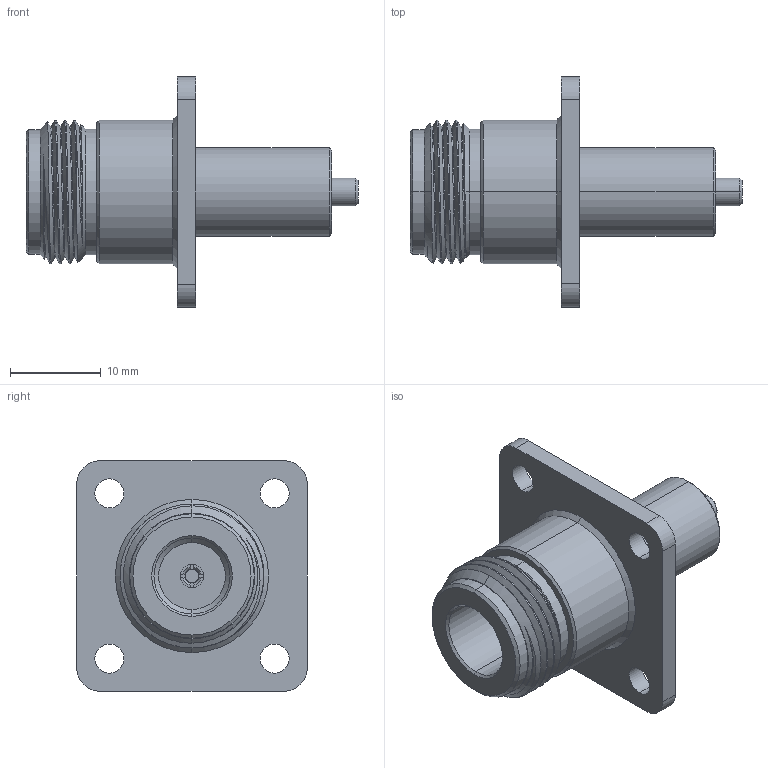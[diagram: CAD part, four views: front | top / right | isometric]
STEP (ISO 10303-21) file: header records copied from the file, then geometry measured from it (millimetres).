
FILE_DESCRIPTION (( 'STEP AP203' ), '1' );
FILE_NAME ('PE4328.step', '2018-06-04T15:39:18', ( '' ), ( '' ), 'SwSTEP 2.0', 'SolidWorks 2017', '' );
FILE_SCHEMA (( 'CONFIG_CONTROL_DESIGN' ));
Length unit declared in the file: inch
Products named in the file (1): PE4328
Bounding box: 36.6 x 25.4 x 25.4 mm (x, y, z)
Volume: 4843.8 mm3; surface area: 3427.6 mm2
Topology: 1 solids, 2 shells, 98 faces, 242 edges, 156 vertices
Faces by surface type: cylinder 41, plane 32, cone 22, bspline 3
Entity records: 4274 total; most frequent: CARTESIAN_POINT 1846, DIRECTION 506, ORIENTED_EDGE 484, EDGE_CURVE 242, AXIS2_PLACEMENT_3D 202, VERTEX_POINT 156, EDGE_LOOP 116, CIRCLE 106
